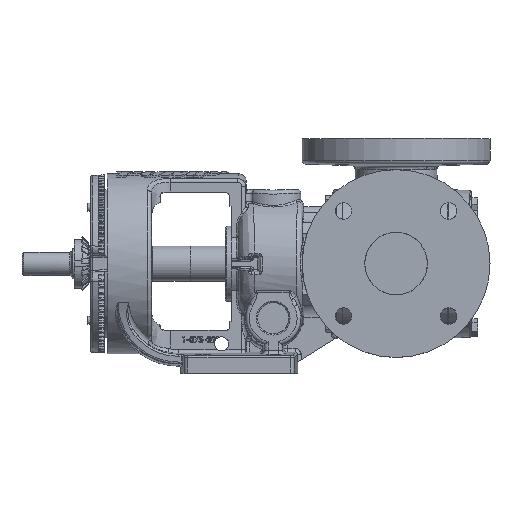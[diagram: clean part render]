
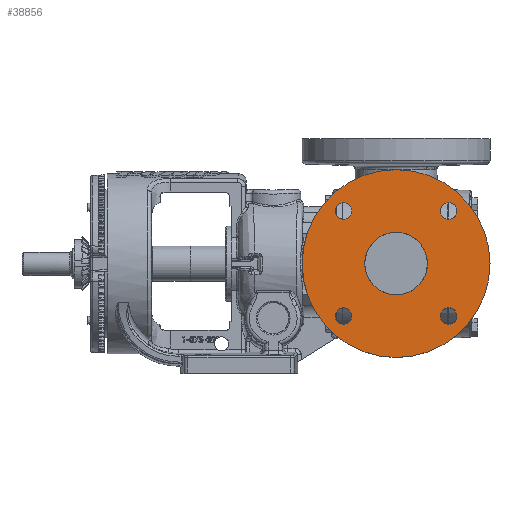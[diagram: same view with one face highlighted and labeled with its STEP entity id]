
A CAD part, top view. The second image highlights one B-rep face of the part: STEP entity #38856.
In plain terms, the highlighted planar face has unit normal (0, 0, 1).
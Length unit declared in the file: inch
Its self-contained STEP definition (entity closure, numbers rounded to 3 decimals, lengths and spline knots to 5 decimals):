
#463 = DIRECTION ( 'NONE',  ( 1., 0., 0. ) ) ;
#879 = FACE_OUTER_BOUND ( 'NONE', #32766, .T. ) ;
#1566 = CARTESIAN_POINT ( 'NONE',  ( 1.725, -1., 4. ) ) ;
#2061 = CARTESIAN_POINT ( 'NONE',  ( 1.01333, 0.71167, 4. ) ) ;
#2549 = CARTESIAN_POINT ( 'NONE',  ( 2.725, 0.06545, 4. ) ) ;
#9727 = CIRCLE ( 'NONE', #78363, 0.2656 ) ;
#11391 = PLANE ( 'NONE',  #83987 ) ;
#13006 = CARTESIAN_POINT ( 'NONE',  ( 1.33985, -0.92984, 4. ) ) ;
#13511 = CARTESIAN_POINT ( 'NONE',  ( 1.33985, 0.92984, 4. ) ) ;
#14000 = CARTESIAN_POINT ( 'NONE',  ( 2.71211, -0.19635, 4. ) ) ;
#20659 = ORIENTED_EDGE ( 'NONE', *, *, #66918, .F. ) ;
#23936 = B_SPLINE_CURVE_WITH_KNOTS ( 'NONE', 3,
 ( #1566, #114763, #81087, #13006, #92452, #24533, #103855, #35970, #115264, #47395, #126694, #58784, #138122, #70181, #2061, #81562, #13511, #92947, #25016, #104340, #36466, #115726, #47879, #127204, #59265, #138604, #70691, #2549, #82050, #14000, #93437, #25510, #104851, #36959, #116225, #48366, #127698, #59741 ),
 .UNSPECIFIED., .T., .F.,
 ( 4, 1, 1, 1, 1, 1, 1, 1, 2, 1, 1, 1, 1, 1, 1, 1, 2, 1, 1, 1, 1, 1, 1, 1, 2, 1, 1, 1, 1, 1, 1, 1, 4 ),
 ( 0., 0.00496, 0.00993, 0.01489, 0.01985, 0.02481, 0.02978, 0.03474, 0.0397, 0.04466, 0.04963, 0.05459, 0.05955, 0.06452, 0.06948, 0.07444, 0.0794, 0.08437, 0.08933, 0.09429, 0.09925, 0.10422, 0.10918, 0.11414, 0.1191, 0.12407, 0.12903, 0.13399, 0.13896, 0.14392, 0.14888, 0.15384, 0.15881 ),
 .UNSPECIFIED. ) ;
#24533 = CARTESIAN_POINT ( 'NONE',  ( 1.01333, -0.71167, 4. ) ) ;
#25016 = CARTESIAN_POINT ( 'NONE',  ( 1.65955, 1., 4. ) ) ;
#25510 = CARTESIAN_POINT ( 'NONE',  ( 2.56183, -0.55915, 4. ) ) ;
#31226 = FACE_BOUND ( 'NONE', #71926, .T. ) ;
#32756 = FACE_BOUND ( 'NONE', #105668, .T. ) ;
#32766 = EDGE_LOOP ( 'NONE', ( #65110 ) ) ;
#33892 = DIRECTION ( 'NONE',  ( 0., 0., 1. ) ) ;
#35970 = CARTESIAN_POINT ( 'NONE',  ( 0.79516, -0.38515, 4. ) ) ;
#36466 = CARTESIAN_POINT ( 'NONE',  ( 1.92135, 0.98711, 4. ) ) ;
#36959 = CARTESIAN_POINT ( 'NONE',  ( 2.28415, -0.83683, 4. ) ) ;
#37843 = EDGE_CURVE ( 'NONE', #60583, #60583, #97553, .T. ) ;
#38856 = ADVANCED_FACE ( 'Defeatured_0_248', ( #62933, #123252, #61398, #31226, #32756, #879 ), #11391, .T. ) ;
#45787 = DIRECTION ( 'NONE',  ( 0., 0., 1. ) ) ;
#47395 = CARTESIAN_POINT ( 'NONE',  ( 0.725, -0.06545, 4. ) ) ;
#47879 = CARTESIAN_POINT ( 'NONE',  ( 2.28415, 0.83683, 4. ) ) ;
#48366 = CARTESIAN_POINT ( 'NONE',  ( 1.92135, -0.98711, 4. ) ) ;
#49545 = ORIENTED_EDGE ( 'NONE', *, *, #87957, .F. ) ;
#50850 = CARTESIAN_POINT ( 'NONE',  ( 1.725, 0., 4. ) ) ;
#52224 = DIRECTION ( 'NONE',  ( 0., 0., 1. ) ) ;
#52890 = DIRECTION ( 'NONE',  ( 0., 0., 1. ) ) ;
#54874 = AXIS2_PLACEMENT_3D ( 'NONE', #101829, #33892, #113198 ) ;
#56742 = EDGE_CURVE ( 'NONE', #76543, #76543, #9727, .T. ) ;
#58784 = CARTESIAN_POINT ( 'NONE',  ( 0.73789, 0.19635, 4. ) ) ;
#59265 = CARTESIAN_POINT ( 'NONE',  ( 2.56183, 0.55915, 4. ) ) ;
#59741 = CARTESIAN_POINT ( 'NONE',  ( 1.725, -1., 4. ) ) ;
#60583 = VERTEX_POINT ( 'NONE', #93607 ) ;
#61398 = FACE_BOUND ( 'NONE', #93569, .T. ) ;
#62224 = DIRECTION ( 'NONE',  ( 1., 0., 0. ) ) ;
#62933 = FACE_BOUND ( 'NONE', #109944, .T. ) ;
#65110 = ORIENTED_EDGE ( 'NONE', *, *, #84232, .T. ) ;
#66918 = EDGE_CURVE ( 'NONE', #126172, #126172, #131986, .T. ) ;
#68578 = DIRECTION ( 'NONE',  ( 0., 0., 1. ) ) ;
#70181 = CARTESIAN_POINT ( 'NONE',  ( 0.88817, 0.55915, 4. ) ) ;
#70691 = CARTESIAN_POINT ( 'NONE',  ( 2.71211, 0.19635, 4. ) ) ;
#71926 = EDGE_LOOP ( 'NONE', ( #74142 ) ) ;
#73686 = EDGE_CURVE ( 'NONE', #90862, #90862, #23936, .T. ) ;
#74142 = ORIENTED_EDGE ( 'NONE', *, *, #56742, .F. ) ;
#76543 = VERTEX_POINT ( 'NONE', #128356 ) ;
#78363 = AXIS2_PLACEMENT_3D ( 'NONE', #113650, #45787, #125107 ) ;
#81087 = CARTESIAN_POINT ( 'NONE',  ( 1.52865, -0.98711, 4. ) ) ;
#81562 = CARTESIAN_POINT ( 'NONE',  ( 1.16585, 0.83683, 4. ) ) ;
#81626 = AXIS2_PLACEMENT_3D ( 'NONE', #50850, #130190, #62224 ) ;
#82050 = CARTESIAN_POINT ( 'NONE',  ( 2.725, -0.06545, 4. ) ) ;
#83987 = AXIS2_PLACEMENT_3D ( 'NONE', #136518, #68578, #463 ) ;
#84232 = EDGE_CURVE ( 'NONE', #113888, #113888, #106982, .T. ) ;
#87957 = EDGE_CURVE ( 'NONE', #140592, #140592, #147005, .T. ) ;
#90862 = VERTEX_POINT ( 'NONE', #117887 ) ;
#92452 = CARTESIAN_POINT ( 'NONE',  ( 1.16585, -0.83683, 4. ) ) ;
#92947 = CARTESIAN_POINT ( 'NONE',  ( 1.52865, 0.98711, 4. ) ) ;
#93437 = CARTESIAN_POINT ( 'NONE',  ( 2.65484, -0.38515, 4. ) ) ;
#93569 = EDGE_LOOP ( 'NONE', ( #20659 ) ) ;
#93607 = CARTESIAN_POINT ( 'NONE',  ( 3.66998, -1.67938, 4. ) ) ;
#95560 = CARTESIAN_POINT ( 'NONE',  ( 4.725, 0., 4. ) ) ;
#97553 = CIRCLE ( 'NONE', #125735, 0.2656 ) ;
#101829 = CARTESIAN_POINT ( 'NONE',  ( 3.40438, 1.67938, 4. ) ) ;
#103855 = CARTESIAN_POINT ( 'NONE',  ( 0.88817, -0.55915, 4. ) ) ;
#104340 = CARTESIAN_POINT ( 'NONE',  ( 1.79045, 1., 4. ) ) ;
#104851 = CARTESIAN_POINT ( 'NONE',  ( 2.43667, -0.71167, 4. ) ) ;
#105668 = EDGE_LOOP ( 'NONE', ( #127971 ) ) ;
#106982 = CIRCLE ( 'NONE', #81626, 3. ) ;
#109944 = EDGE_LOOP ( 'NONE', ( #49545 ) ) ;
#113198 = DIRECTION ( 'NONE',  ( 0., -1., 0. ) ) ;
#113650 = CARTESIAN_POINT ( 'NONE',  ( 0.04562, 1.67938, 4. ) ) ;
#113888 = VERTEX_POINT ( 'NONE', #95560 ) ;
#114763 = CARTESIAN_POINT ( 'NONE',  ( 1.65955, -1., 4. ) ) ;
#115264 = CARTESIAN_POINT ( 'NONE',  ( 0.73789, -0.19635, 4. ) ) ;
#115726 = CARTESIAN_POINT ( 'NONE',  ( 2.11015, 0.92984, 4. ) ) ;
#116225 = CARTESIAN_POINT ( 'NONE',  ( 2.11015, -0.92984, 4. ) ) ;
#116317 = AXIS2_PLACEMENT_3D ( 'NONE', #120813, #52890, #132252 ) ;
#117887 = CARTESIAN_POINT ( 'NONE',  ( 1.725, -1., 4. ) ) ;
#118377 = CARTESIAN_POINT ( 'NONE',  ( 0.04562, -1.94498, 4. ) ) ;
#120135 = CARTESIAN_POINT ( 'NONE',  ( 3.40438, -1.67938, 4. ) ) ;
#120813 = CARTESIAN_POINT ( 'NONE',  ( 0.04562, -1.67938, 4. ) ) ;
#123252 = FACE_BOUND ( 'NONE', #124213, .T. ) ;
#124213 = EDGE_LOOP ( 'NONE', ( #136627 ) ) ;
#125107 = DIRECTION ( 'NONE',  ( 1., 0., 0. ) ) ;
#125735 = AXIS2_PLACEMENT_3D ( 'NONE', #120135, #52224, #131582 ) ;
#126172 = VERTEX_POINT ( 'NONE', #128858 ) ;
#126694 = CARTESIAN_POINT ( 'NONE',  ( 0.725, 0.06545, 4. ) ) ;
#127204 = CARTESIAN_POINT ( 'NONE',  ( 2.43667, 0.71167, 4. ) ) ;
#127698 = CARTESIAN_POINT ( 'NONE',  ( 1.79045, -1., 4. ) ) ;
#127971 = ORIENTED_EDGE ( 'NONE', *, *, #73686, .T. ) ;
#128356 = CARTESIAN_POINT ( 'NONE',  ( 0.31122, 1.67938, 4. ) ) ;
#128858 = CARTESIAN_POINT ( 'NONE',  ( 3.40438, 1.41378, 4. ) ) ;
#130190 = DIRECTION ( 'NONE',  ( 0., 0., 1. ) ) ;
#131582 = DIRECTION ( 'NONE',  ( 1., 0., 0. ) ) ;
#131986 = CIRCLE ( 'NONE', #54874, 0.2656 ) ;
#132252 = DIRECTION ( 'NONE',  ( 0., -1., 0. ) ) ;
#136518 = CARTESIAN_POINT ( 'NONE',  ( 1.725, 0., 4. ) ) ;
#136627 = ORIENTED_EDGE ( 'NONE', *, *, #37843, .F. ) ;
#138122 = CARTESIAN_POINT ( 'NONE',  ( 0.79516, 0.38515, 4. ) ) ;
#138604 = CARTESIAN_POINT ( 'NONE',  ( 2.65484, 0.38515, 4. ) ) ;
#140592 = VERTEX_POINT ( 'NONE', #118377 ) ;
#147005 = CIRCLE ( 'NONE', #116317, 0.2656 ) ;
